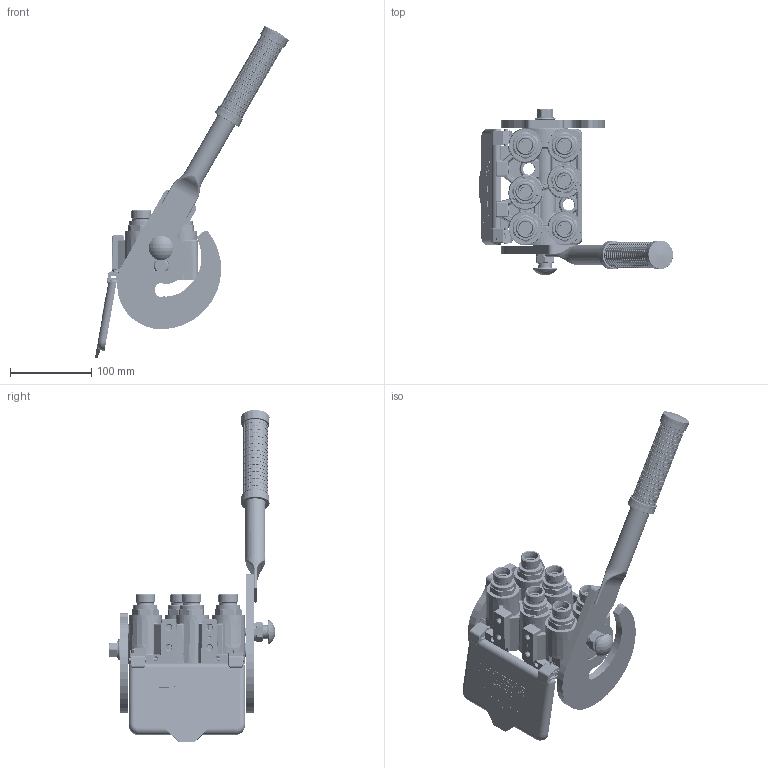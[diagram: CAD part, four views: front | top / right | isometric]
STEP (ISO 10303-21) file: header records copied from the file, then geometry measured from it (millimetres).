
FILE_DESCRIPTION (( 'STEP AP214' ), '1' );
FILE_NAME ('FASTER.step', '2021-03-01T14:18:40', ( '' ), ( '' ), 'SwSTEP 2.0', 'SolidWorks 2017', '' );
FILE_SCHEMA (( 'AUTOMOTIVE_DESIGN' ));
Length unit declared in the file: millimetre
Products named in the file (31): 4830_025_1000_000; 1540_080_0012_000; 4850_001_0001_007; or2_62x17_86; 4850_024_0000_020; A_2ffnb12-3_24_f; 4852_020_0001_001; 4830_001_0005_300; sicura_p5; 4830_070_0000_001; or1_5x7_m; 0048_042_0412_000; 4830_001_0005_301; 4850_024_0000_022; 4830_025_2000_000; 4830_025_0000_001; 4830_022_0000_011; 4850_024_4000_000_ASM; 4340_014_0000_000; 4850_024_2000_020; curs_molla_12; et012; 4142_072_1000_300; P608_F_BASE; FASTER; 2ffnb12-3_24_f; 4850_024_2000_011; 4830_001_0004_000; 4850_024_0000_012; 4850_024_4000_000
Assembly tree (37 placements, depth 4):
  FASTER
    P608_F_BASE
      4852_020_0001_001
      4830_001_0004_000  x2
      4850_001_0001_007
      4830_001_0005_300
      4830_001_0005_301
    A_2ffnb12-3_24_f  x6
      curs_molla_12
        4340_014_0000_000
        4142_072_1000_300
      2ffnb12-3_24_f
        2ffnb12-3_24_f
    4850_024_4000_000
      4850_024_4000_000_ASM
        4850_024_2000_020
        4850_024_0000_022
        4850_024_2000_011
      sicura_p5
        4830_025_0000_001
        or1_5x7_m
        0048_042_0412_000
      4850_024_0000_020
      1540_080_0012_000
      4850_024_0000_012
      4830_025_2000_000
      4830_025_1000_000
      4830_022_0000_011
      4830_070_0000_001
      or2_62x17_86  x2
    et012
Bounding box: 238.68 x 205.33 x 408.7 mm (x, y, z)
Volume: 283709.4 mm3; surface area: 437155.5 mm2
Topology: 30 solids, 103 shells, 7220 faces, 19318 edges, 12384 vertices
Faces by surface type: plane 3358, cylinder 2033, torus 608, bspline 568, cone 565, sphere 88
Entity records: 257584 total; most frequent: CARTESIAN_POINT 116552, ORIENTED_EDGE 30625, DIRECTION 25017, EDGE_CURVE 15425, VERTEX_POINT 9921, VECTOR 9503, LINE 9503, AXIS2_PLACEMENT_3D 7757
